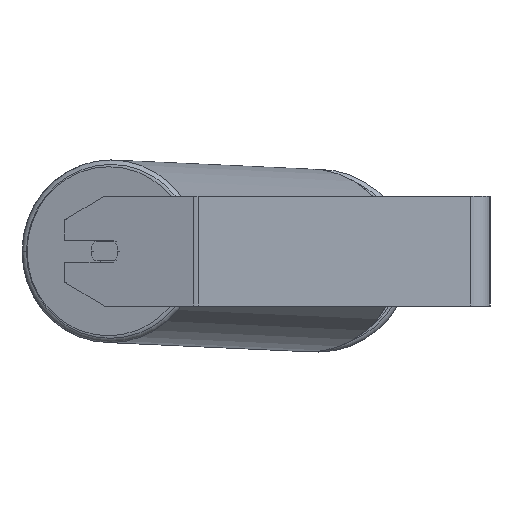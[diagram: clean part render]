
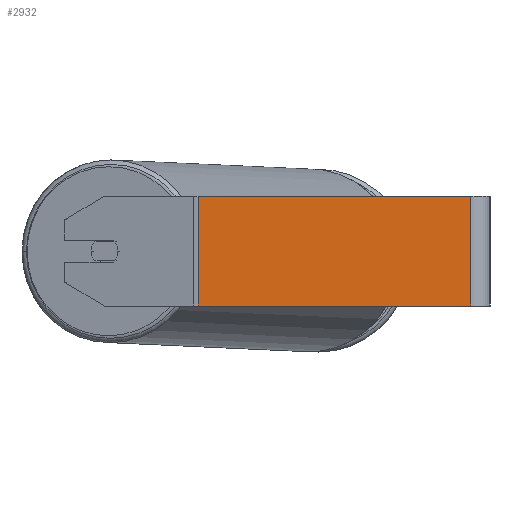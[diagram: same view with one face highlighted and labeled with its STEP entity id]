
A CAD part, left-side view. The second image highlights one B-rep face of the part: STEP entity #2932.
In plain terms, the highlighted planar face has unit normal (-1, 0, 0).
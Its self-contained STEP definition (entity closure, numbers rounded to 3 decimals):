
#57 = CARTESIAN_POINT ( 'NONE',  ( -900., 212.153, 40. ) ) ;
#87 = CARTESIAN_POINT ( 'NONE',  ( -900., 213.996, -40. ) ) ;
#420 = LINE ( 'NONE', #6429, #4176 ) ;
#690 = LINE ( 'NONE', #87, #8342 ) ;
#1602 = DIRECTION ( 'NONE',  ( 0., 0., -1. ) ) ;
#1780 = EDGE_CURVE ( 'NONE', #7135, #8717, #690, .T. ) ;
#1798 = PLANE ( 'NONE',  #4172 ) ;
#2135 = ORIENTED_EDGE ( 'NONE', *, *, #7023, .T. ) ;
#2166 = ORIENTED_EDGE ( 'NONE', *, *, #1780, .T. ) ;
#2175 = DIRECTION ( 'NONE',  ( 0., -1., 0. ) ) ;
#2292 = FACE_OUTER_BOUND ( 'NONE', #8010, .T. ) ;
#2327 = VERTEX_POINT ( 'NONE', #4879 ) ;
#2409 = LINE ( 'NONE', #3205, #7200 ) ;
#2464 = DIRECTION ( 'NONE',  ( 0., 0., -1. ) ) ;
#2616 = VECTOR ( 'NONE', #2175, 1000. ) ;
#2718 = ORIENTED_EDGE ( 'NONE', *, *, #4127, .F. ) ;
#2932 = ADVANCED_FACE ( 'NONE', ( #2292 ), #1798, .F. ) ;
#2935 = LINE ( 'NONE', #5680, #2616 ) ;
#3205 = CARTESIAN_POINT ( 'NONE',  ( -900., 212.153, 40. ) ) ;
#3402 = EDGE_CURVE ( 'NONE', #2327, #8717, #420, .T. ) ;
#3853 = CARTESIAN_POINT ( 'NONE',  ( -900., 213.996, 40. ) ) ;
#4127 = EDGE_CURVE ( 'NONE', #5024, #2327, #2935, .T. ) ;
#4172 = AXIS2_PLACEMENT_3D ( 'NONE', #3853, #5914, #2464 ) ;
#4176 = VECTOR ( 'NONE', #1602, 1000. ) ;
#4206 = CARTESIAN_POINT ( 'NONE',  ( -900., 212.153, -40. ) ) ;
#4879 = CARTESIAN_POINT ( 'NONE',  ( -900., 14., 40. ) ) ;
#5006 = CARTESIAN_POINT ( 'NONE',  ( -900., 14., -40. ) ) ;
#5024 = VERTEX_POINT ( 'NONE', #57 ) ;
#5446 = ORIENTED_EDGE ( 'NONE', *, *, #3402, .F. ) ;
#5504 = DIRECTION ( 'NONE',  ( 0., -1., 0. ) ) ;
#5680 = CARTESIAN_POINT ( 'NONE',  ( -900., 213.996, 40. ) ) ;
#5914 = DIRECTION ( 'NONE',  ( 1., 0., 0. ) ) ;
#6429 = CARTESIAN_POINT ( 'NONE',  ( -900., 14., 40. ) ) ;
#7023 = EDGE_CURVE ( 'NONE', #5024, #7135, #2409, .T. ) ;
#7135 = VERTEX_POINT ( 'NONE', #4206 ) ;
#7200 = VECTOR ( 'NONE', #7360, 1000. ) ;
#7360 = DIRECTION ( 'NONE',  ( 0., 0., -1. ) ) ;
#8010 = EDGE_LOOP ( 'NONE', ( #2166, #5446, #2718, #2135 ) ) ;
#8342 = VECTOR ( 'NONE', #5504, 1000. ) ;
#8717 = VERTEX_POINT ( 'NONE', #5006 ) ;
